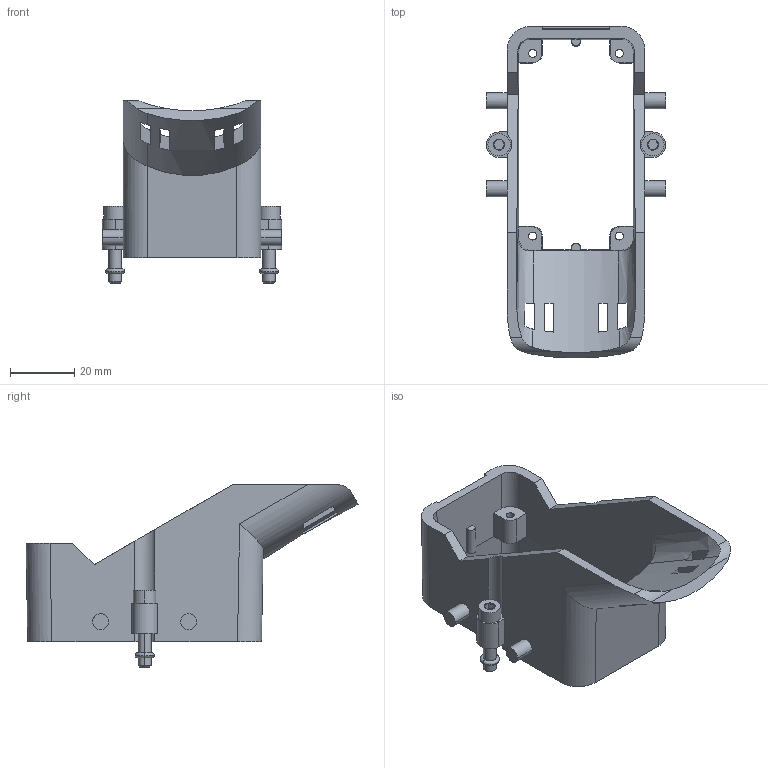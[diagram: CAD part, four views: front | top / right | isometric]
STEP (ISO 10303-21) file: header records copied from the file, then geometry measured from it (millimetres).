
FILE_DESCRIPTION(('Creo Elements/Direct Modeling STEP Export'),'2;1');
FILE_NAME('model.stp','2018-12-11T13:31:45',(''),(''),'Creo Elements/Direct Modeling STEP processor for AP214 (Solid Model)','Creo Elements/Direct Modeling 18.1I 14-Aug-2016 (C) Parametric Technology GmbH','');
FILE_SCHEMA(('AUTOMOTIVE_DESIGN { 1 0 10303 214 1 1 1 1 }'));
Length unit declared in the file: millimetre
Products named in the file (2): HC_CIF_B10_HFFD_WH_AL-select
Assembly tree (1 placements, depth 2):
  HC_CIF_B10_HFFD_WH_AL-select
    HC_CIF_B10_HFFD_WH_AL-select
Bounding box: 56 x 103.65 x 57 mm (x, y, z)
Volume: 33941.4 mm3; surface area: 21636.6 mm2
Topology: 1 solids, 1 shells, 197 faces, 508 edges, 322 vertices
Faces by surface type: plane 101, cylinder 64, cone 22, torus 8, bspline 2
Entity records: 8969 total; most frequent: CARTESIAN_POINT 2791, ORIENTED_EDGE 1016, DIRECTION 858, EDGE_CURVE 508, VERTEX_POINT 322, AXIS2_PLACEMENT_3D 291, VECTOR 276, LINE 276
